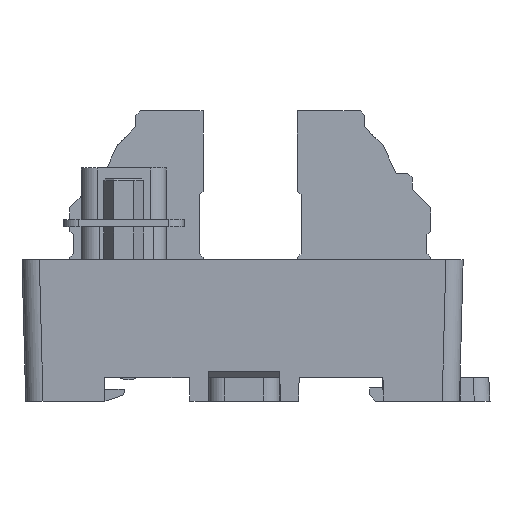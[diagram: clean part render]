
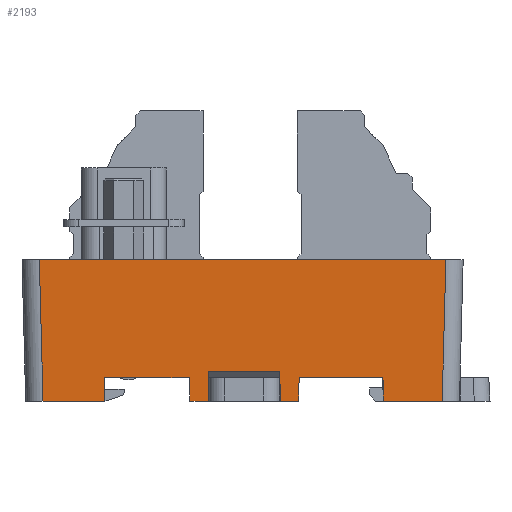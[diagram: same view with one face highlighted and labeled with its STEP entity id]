
A CAD part, left-side view. The second image highlights one B-rep face of the part: STEP entity #2193.
In plain terms, the highlighted planar face has unit normal (-1, 0, -0.026).
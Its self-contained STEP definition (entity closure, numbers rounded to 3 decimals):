
#1616=FACE_OUTER_BOUND('',#4166,.T.);
#2193=ADVANCED_FACE('',(#1616),#2877,.T.);
#2877=PLANE('',#14012);
#4166=EDGE_LOOP('',(#5656,#5657,#5658,#5659,#5660,#5661,#5662,#5663,#5664,
#5665,#5666,#5667,#5668,#5669,#5670,#5671));
#5656=ORIENTED_EDGE('',*,*,#10027,.T.);
#5657=ORIENTED_EDGE('',*,*,#10028,.F.);
#5658=ORIENTED_EDGE('',*,*,#10029,.T.);
#5659=ORIENTED_EDGE('',*,*,#9767,.T.);
#5660=ORIENTED_EDGE('',*,*,#10030,.T.);
#5661=ORIENTED_EDGE('',*,*,#10031,.T.);
#5662=ORIENTED_EDGE('',*,*,#10032,.T.);
#5663=ORIENTED_EDGE('',*,*,#10033,.T.);
#5664=ORIENTED_EDGE('',*,*,#10034,.T.);
#5665=ORIENTED_EDGE('',*,*,#10035,.T.);
#5666=ORIENTED_EDGE('',*,*,#10025,.F.);
#5667=ORIENTED_EDGE('',*,*,#9777,.T.);
#5668=ORIENTED_EDGE('',*,*,#10036,.F.);
#5669=ORIENTED_EDGE('',*,*,#10037,.F.);
#5670=ORIENTED_EDGE('',*,*,#10038,.T.);
#5671=ORIENTED_EDGE('',*,*,#10039,.F.);
#8592=VERTEX_POINT('',#18687);
#8593=VERTEX_POINT('',#18689);
#8602=VERTEX_POINT('',#18707);
#8603=VERTEX_POINT('',#18709);
#8785=VERTEX_POINT('',#19207);
#8786=VERTEX_POINT('',#19211);
#8787=VERTEX_POINT('',#19212);
#8788=VERTEX_POINT('',#19214);
#8789=VERTEX_POINT('',#19217);
#8790=VERTEX_POINT('',#19219);
#8791=VERTEX_POINT('',#19221);
#8792=VERTEX_POINT('',#19223);
#8793=VERTEX_POINT('',#19225);
#8794=VERTEX_POINT('',#19228);
#8795=VERTEX_POINT('',#19230);
#8796=VERTEX_POINT('',#19232);
#9767=EDGE_CURVE('',#8593,#8592,#11378,.T.);
#9777=EDGE_CURVE('',#8603,#8602,#11386,.T.);
#10025=EDGE_CURVE('',#8603,#8785,#11617,.T.);
#10027=EDGE_CURVE('',#8786,#8787,#11619,.T.);
#10028=EDGE_CURVE('',#8788,#8787,#11620,.T.);
#10029=EDGE_CURVE('',#8788,#8593,#11621,.T.);
#10030=EDGE_CURVE('',#8592,#8789,#11622,.T.);
#10031=EDGE_CURVE('',#8789,#8790,#11623,.T.);
#10032=EDGE_CURVE('',#8790,#8791,#11624,.T.);
#10033=EDGE_CURVE('',#8791,#8792,#11625,.T.);
#10034=EDGE_CURVE('',#8792,#8793,#11626,.T.);
#10035=EDGE_CURVE('',#8793,#8785,#11627,.T.);
#10036=EDGE_CURVE('',#8794,#8602,#11628,.T.);
#10037=EDGE_CURVE('',#8795,#8794,#11629,.T.);
#10038=EDGE_CURVE('',#8795,#8796,#11630,.T.);
#10039=EDGE_CURVE('',#8786,#8796,#11631,.T.);
#11378=LINE('',#18688,#12704);
#11386=LINE('',#18708,#12712);
#11617=LINE('',#19206,#12943);
#11619=LINE('',#19210,#12945);
#11620=LINE('',#19213,#12946);
#11621=LINE('',#19215,#12947);
#11622=LINE('',#19216,#12948);
#11623=LINE('',#19218,#12949);
#11624=LINE('',#19220,#12950);
#11625=LINE('',#19222,#12951);
#11626=LINE('',#19224,#12952);
#11627=LINE('',#19226,#12953);
#11628=LINE('',#19227,#12954);
#11629=LINE('',#19229,#12955);
#11630=LINE('',#19231,#12956);
#11631=LINE('',#19233,#12957);
#12704=VECTOR('',#15163,1.);
#12712=VECTOR('',#15175,1.);
#12943=VECTOR('',#15576,1.);
#12945=VECTOR('',#15580,1.);
#12946=VECTOR('',#15581,1.);
#12947=VECTOR('',#15582,1.);
#12948=VECTOR('',#15583,1.);
#12949=VECTOR('',#15584,1.);
#12950=VECTOR('',#15585,1.);
#12951=VECTOR('',#15586,1.);
#12952=VECTOR('',#15587,1.);
#12953=VECTOR('',#15588,1.);
#12954=VECTOR('',#15589,1.);
#12955=VECTOR('',#15590,1.);
#12956=VECTOR('',#15591,1.);
#12957=VECTOR('',#15592,1.);
#14012=AXIS2_PLACEMENT_3D('',#19234,#15593,#15594);
#15163=DIRECTION('',(0.,-1.,0.));
#15175=DIRECTION('',(0.,-1.,0.));
#15576=DIRECTION('',(0.026,0.017,-1.));
#15580=DIRECTION('',(0.026,-0.009,-1.));
#15581=DIRECTION('',(0.,1.,0.));
#15582=DIRECTION('',(-0.026,-0.035,0.999));
#15583=DIRECTION('',(0.026,-0.017,-1.));
#15584=DIRECTION('',(0.,-1.,0.));
#15585=DIRECTION('',(-0.026,-0.026,0.999));
#15586=DIRECTION('',(0.,1.,0.));
#15587=DIRECTION('',(0.026,-0.026,-0.999));
#15588=DIRECTION('',(0.,-1.,0.));
#15589=DIRECTION('',(-0.026,0.035,0.999));
#15590=DIRECTION('',(0.,1.,0.));
#15591=DIRECTION('',(-0.026,-0.009,1.));
#15592=DIRECTION('',(0.,1.,0.));
#15593=DIRECTION('',(-1.,0.,-0.026));
#15594=DIRECTION('',(-0.026,0.,1.));
#18687=CARTESIAN_POINT('',(-254.057,-198.086,-13.25));
#18688=CARTESIAN_POINT('',(-254.057,-180.436,-13.25));
#18689=CARTESIAN_POINT('',(-254.057,-187.436,-13.25));
#18707=CARTESIAN_POINT('',(-254.057,-173.436,-13.25));
#18708=CARTESIAN_POINT('',(-254.057,-180.436,-13.25));
#18709=CARTESIAN_POINT('',(-254.057,-162.686,-13.25));
#19206=CARTESIAN_POINT('',(-254.026,-162.665,-14.454));
#19207=CARTESIAN_POINT('',(-253.979,-162.634,-16.25));
#19210=CARTESIAN_POINT('',(-254.026,-184.997,-14.454));
#19211=CARTESIAN_POINT('',(-254.076,-184.98,-12.524));
#19212=CARTESIAN_POINT('',(-253.979,-185.012,-16.25));
#19213=CARTESIAN_POINT('',(-253.979,-180.436,-16.25));
#19214=CARTESIAN_POINT('',(-253.979,-187.331,-16.25));
#19215=CARTESIAN_POINT('',(-254.443,-187.95,1.468));
#19216=CARTESIAN_POINT('',(-254.458,-197.819,2.059));
#19217=CARTESIAN_POINT('',(-253.979,-198.138,-16.25));
#19218=CARTESIAN_POINT('',(-253.979,-180.436,-16.25));
#19219=CARTESIAN_POINT('',(-253.979,-205.616,-16.25));
#19220=CARTESIAN_POINT('',(-254.433,-206.07,1.09));
#19221=CARTESIAN_POINT('',(-254.45,-206.087,1.75));
#19222=CARTESIAN_POINT('',(-254.45,-179.936,1.75));
#19223=CARTESIAN_POINT('',(-254.45,-154.385,1.75));
#19224=CARTESIAN_POINT('',(-254.433,-154.403,1.09));
#19225=CARTESIAN_POINT('',(-253.979,-154.857,-16.25));
#19226=CARTESIAN_POINT('',(-253.979,-179.936,-16.25));
#19227=CARTESIAN_POINT('',(-254.026,-173.478,-14.452));
#19228=CARTESIAN_POINT('',(-253.979,-173.541,-16.25));
#19229=CARTESIAN_POINT('',(-253.979,-180.436,-16.25));
#19230=CARTESIAN_POINT('',(-253.979,-175.86,-16.25));
#19231=CARTESIAN_POINT('',(-254.026,-175.876,-14.454));
#19232=CARTESIAN_POINT('',(-254.076,-175.892,-12.524));
#19233=CARTESIAN_POINT('',(-254.076,29.009,-12.524));
#19234=CARTESIAN_POINT('',(-254.45,-179.936,1.747));
